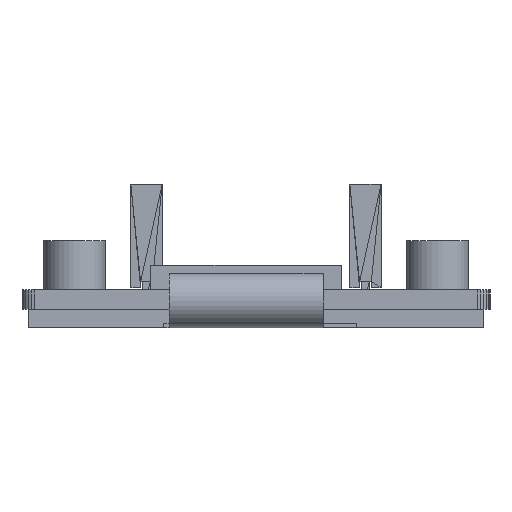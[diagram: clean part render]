
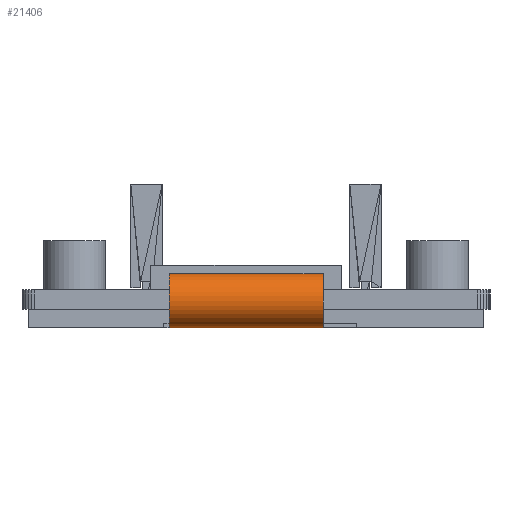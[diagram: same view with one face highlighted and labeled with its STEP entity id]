
A CAD part, left-side view. The second image highlights one B-rep face of the part: STEP entity #21406.
In plain terms, the highlighted cylindrical face has radius 2.2 mm (diameter 4.4 mm), a partial arc.
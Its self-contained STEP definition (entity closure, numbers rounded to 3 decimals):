
#3622=FACE_OUTER_BOUND('',#5350,.T.);
#5350=EDGE_LOOP('',(#19645,#19646,#19647,#19648));
#7897=LINE('',#34779,#10457);
#7908=LINE('',#34806,#10468);
#10457=VECTOR('',#29326,1000.);
#10468=VECTOR('',#29353,1000.);
#10586=CIRCLE('',#23237,2.2);
#10588=CIRCLE('',#23241,2.2);
#11671=VERTEX_POINT('',#34777);
#11672=VERTEX_POINT('',#34778);
#11678=VERTEX_POINT('',#34793);
#11680=VERTEX_POINT('',#34802);
#14325=EDGE_CURVE('',#11671,#11672,#7897,.T.);
#14334=EDGE_CURVE('',#11678,#11671,#10586,.T.);
#14338=EDGE_CURVE('',#11680,#11672,#10588,.T.);
#14340=EDGE_CURVE('',#11678,#11680,#7908,.T.);
#19645=ORIENTED_EDGE('',*,*,#14338,.T.);
#19646=ORIENTED_EDGE('',*,*,#14325,.F.);
#19647=ORIENTED_EDGE('',*,*,#14334,.F.);
#19648=ORIENTED_EDGE('',*,*,#14340,.T.);
#19742=CYLINDRICAL_SURFACE('',#23242,2.2);
#21406=ADVANCED_FACE('',(#3622),#19742,.T.);
#23237=AXIS2_PLACEMENT_3D('',#34795,#29338,#29339);
#23241=AXIS2_PLACEMENT_3D('',#34803,#29348,#29349);
#23242=AXIS2_PLACEMENT_3D('',#34805,#29351,#29352);
#29326=DIRECTION('',(0.,1.,0.));
#29338=DIRECTION('center_axis',(0.,-1.,0.));
#29339=DIRECTION('ref_axis',(0.,0.,
1.));
#29348=DIRECTION('center_axis',(0.,-1.,0.));
#29349=DIRECTION('ref_axis',(0.,0.,
1.));
#29351=DIRECTION('center_axis',(0.,-1.,0.));
#29352=DIRECTION('ref_axis',(0.,0.,
1.));
#29353=DIRECTION('',(0.,1.,0.));
#34777=CARTESIAN_POINT('',(-41.65,-5.45,-3.09));
#34778=CARTESIAN_POINT('',(-41.65,7.05,-3.09));
#34779=CARTESIAN_POINT('',(-41.65,-5.45,-3.09));
#34793=CARTESIAN_POINT('',(-41.65,-5.45,1.31));
#34795=CARTESIAN_POINT('Origin',(-41.65,-5.45,-0.89));
#34802=CARTESIAN_POINT('',(-41.65,7.05,1.31));
#34803=CARTESIAN_POINT('Origin',(-41.65,7.05,-0.89));
#34805=CARTESIAN_POINT('Origin',(-41.65,0.,-0.89));
#34806=CARTESIAN_POINT('',(-41.65,-5.45,1.31));
